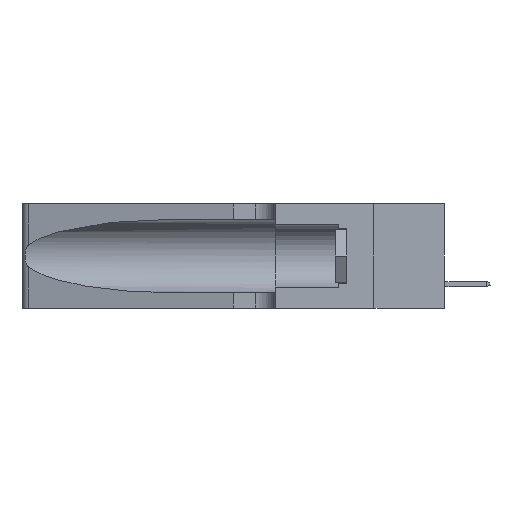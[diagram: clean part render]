
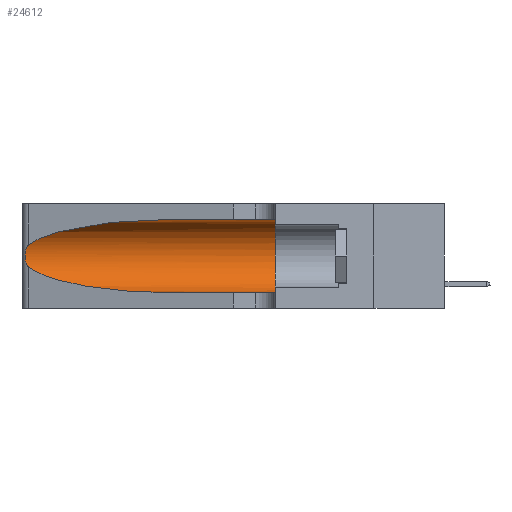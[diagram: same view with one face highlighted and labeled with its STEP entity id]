
A CAD part, left-side view. The second image highlights one B-rep face of the part: STEP entity #24612.
In plain terms, the highlighted cylindrical face has radius 3.308 mm (diameter 6.617 mm), a partial arc.
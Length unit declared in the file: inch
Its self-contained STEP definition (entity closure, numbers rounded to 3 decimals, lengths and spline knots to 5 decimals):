
#910 = EDGE_CURVE ( 'NONE', #17595, #1503, #17886, .T. ) ;
#965 = CARTESIAN_POINT ( 'NONE',  ( 0.26018, 1.23835, 0.19895 ) ) ;
#1503 = VERTEX_POINT ( 'NONE', #22828 ) ;
#1749 = EDGE_CURVE ( 'NONE', #11431, #19601, #9686, .T. ) ;
#2158 = EDGE_CURVE ( 'NONE', #17702, #19601, #16854, .T. ) ;
#2357 = EDGE_LOOP ( 'NONE', ( #2433, #19221, #3159, #10344, #12529, #13057 ) ) ;
#2433 = ORIENTED_EDGE ( 'NONE', *, *, #24468, .T. ) ;
#3124 = CARTESIAN_POINT ( 'NONE',  ( 0.26017, 1.23833, 0.17102 ) ) ;
#3159 = ORIENTED_EDGE ( 'NONE', *, *, #10370, .T. ) ;
#3467 = CARTESIAN_POINT ( 'NONE',  ( 0.2373, 1.15595, 0.28018 ) ) ;
#3965 = DIRECTION ( 'NONE',  ( 0., 0., 1. ) ) ;
#4098 = FACE_OUTER_BOUND ( 'NONE', #2357, .T. ) ;
#4275 = EDGE_CURVE ( 'NONE', #13347, #11431, #14436, .T. ) ;
#4571 = AXIS2_PLACEMENT_3D ( 'NONE', #10147, #22499, #20483 ) ;
#5216 = CARTESIAN_POINT ( 'NONE',  ( 0.25555, 1.22993, 0.14849 ) ) ;
#6692 = CARTESIAN_POINT ( 'NONE',  ( 0.1305, 0.35, 0.31525 ) ) ;
#6930 = VECTOR ( 'NONE', #18138, 39.37008 ) ;
#8452 = CARTESIAN_POINT ( 'NONE',  ( 0.1305, 1.61858, 0.31525 ) ) ;
#9686 = CIRCLE ( 'NONE', #21989, 0.13025 ) ;
#9698 =( BOUNDED_CURVE ( )  B_SPLINE_CURVE ( 3, ( #19847, #26492, #3467, #13847 ),
 .UNSPECIFIED., .F., .T. ) 
 B_SPLINE_CURVE_WITH_KNOTS ( ( 4, 4 ),
 ( 1.5708, 2.84003 ),
 .UNSPECIFIED. ) 
 CURVE ( )  GEOMETRIC_REPRESENTATION_ITEM ( )  RATIONAL_B_SPLINE_CURVE ( ( 1., 0.87, 0.87, 1. ) ) 
 REPRESENTATION_ITEM ( '' )  );
#9737 = CARTESIAN_POINT ( 'NONE',  ( 0.1305, 0.35, 0.05475 ) ) ;
#10147 = CARTESIAN_POINT ( 'NONE',  ( 0.1305, 1.61858, 0.185 ) ) ;
#10344 = ORIENTED_EDGE ( 'NONE', *, *, #2158, .T. ) ;
#10370 = EDGE_CURVE ( 'NONE', #1503, #17702, #14972, .T. ) ;
#10836 = CARTESIAN_POINT ( 'NONE',  ( 0.25487, 1.22718, 0.14631 ) ) ;
#11236 = CARTESIAN_POINT ( 'NONE',  ( 0.25487, 1.22718, 0.22369 ) ) ;
#11431 = VERTEX_POINT ( 'NONE', #6692 ) ;
#11604 = CARTESIAN_POINT ( 'NONE',  ( 0.26075, 1.23896, 0.178 ) ) ;
#12279 = CYLINDRICAL_SURFACE ( 'NONE', #4571, 0.13025 ) ;
#12529 = ORIENTED_EDGE ( 'NONE', *, *, #1749, .F. ) ;
#13057 = ORIENTED_EDGE ( 'NONE', *, *, #4275, .F. ) ;
#13347 = VERTEX_POINT ( 'NONE', #21286 ) ;
#13687 = CARTESIAN_POINT ( 'NONE',  ( 0.25639, 1.23186, 0.15144 ) ) ;
#13847 = CARTESIAN_POINT ( 'NONE',  ( 0.25487, 1.22718, 0.22369 ) ) ;
#14436 = LINE ( 'NONE', #8452, #6930 ) ;
#14972 =( BOUNDED_CURVE ( )  B_SPLINE_CURVE ( 3, ( #10836, #17343, #21448, #15208 ),
 .UNSPECIFIED., .F., .F. ) 
 B_SPLINE_CURVE_WITH_KNOTS ( ( 4, 4 ),
 ( 3.44316, 4.71239 ),
 .UNSPECIFIED. ) 
 CURVE ( )  GEOMETRIC_REPRESENTATION_ITEM ( )  RATIONAL_B_SPLINE_CURVE ( ( 1., 0.87, 0.87, 1. ) ) 
 REPRESENTATION_ITEM ( '' )  );
#15208 = CARTESIAN_POINT ( 'NONE',  ( 0.1305, 0.72297, 0.05475 ) ) ;
#15526 = VECTOR ( 'NONE', #16577, 39.37008 ) ;
#15719 = CARTESIAN_POINT ( 'NONE',  ( 0.25555, 1.22994, 0.2215 ) ) ;
#16577 = DIRECTION ( 'NONE',  ( 0., -1., 0. ) ) ;
#16854 = LINE ( 'NONE', #18038, #15526 ) ;
#17343 = CARTESIAN_POINT ( 'NONE',  ( 0.2373, 1.15595, 0.08982 ) ) ;
#17595 = VERTEX_POINT ( 'NONE', #23348 ) ;
#17702 = VERTEX_POINT ( 'NONE', #19530 ) ;
#17746 = CARTESIAN_POINT ( 'NONE',  ( 0.25856, 1.23593, 0.16098 ) ) ;
#17886 = B_SPLINE_CURVE_WITH_KNOTS ( 'NONE', 3,
 ( #11236, #15719, #25973, #24142, #23758, #965, #25876, #11604, #3124, #17746, #23954, #13687, #5216, #19865 ),
 .UNSPECIFIED., .F., .F.,
 ( 4, 2, 2, 2, 2, 2, 4 ),
 ( 0., 0.00027, 0.00053, 0.00107, 0.0016, 0.00187, 0.00214 ),
 .UNSPECIFIED. ) ;
#18038 = CARTESIAN_POINT ( 'NONE',  ( 0.1305, 1.61858, 0.05475 ) ) ;
#18138 = DIRECTION ( 'NONE',  ( 0., -1., 0. ) ) ;
#18251 = CARTESIAN_POINT ( 'NONE',  ( 0.1305, 0.35, 0.185 ) ) ;
#19221 = ORIENTED_EDGE ( 'NONE', *, *, #910, .T. ) ;
#19530 = CARTESIAN_POINT ( 'NONE',  ( 0.1305, 0.72297, 0.05475 ) ) ;
#19601 = VERTEX_POINT ( 'NONE', #9737 ) ;
#19847 = CARTESIAN_POINT ( 'NONE',  ( 0.1305, 0.72297, 0.31525 ) ) ;
#19865 = CARTESIAN_POINT ( 'NONE',  ( 0.25487, 1.22718, 0.14631 ) ) ;
#20483 = DIRECTION ( 'NONE',  ( 0., 0., -1. ) ) ;
#21286 = CARTESIAN_POINT ( 'NONE',  ( 0.1305, 0.72297, 0.31525 ) ) ;
#21448 = CARTESIAN_POINT ( 'NONE',  ( 0.18966, 0.96281, 0.05475 ) ) ;
#21989 = AXIS2_PLACEMENT_3D ( 'NONE', #18251, #26196, #3965 ) ;
#22499 = DIRECTION ( 'NONE',  ( 0., -1., 0. ) ) ;
#22828 = CARTESIAN_POINT ( 'NONE',  ( 0.25487, 1.22718, 0.14631 ) ) ;
#23348 = CARTESIAN_POINT ( 'NONE',  ( 0.25487, 1.22718, 0.22369 ) ) ;
#23758 = CARTESIAN_POINT ( 'NONE',  ( 0.25854, 1.2359, 0.20912 ) ) ;
#23954 = CARTESIAN_POINT ( 'NONE',  ( 0.25789, 1.23486, 0.15765 ) ) ;
#24142 = CARTESIAN_POINT ( 'NONE',  ( 0.25787, 1.23484, 0.2124 ) ) ;
#24468 = EDGE_CURVE ( 'NONE', #13347, #17595, #9698, .T. ) ;
#24612 = ADVANCED_FACE ( 'NONE', ( #4098 ), #12279, .F. ) ;
#25876 = CARTESIAN_POINT ( 'NONE',  ( 0.26075, 1.23896, 0.19203 ) ) ;
#25973 = CARTESIAN_POINT ( 'NONE',  ( 0.25639, 1.23184, 0.21858 ) ) ;
#26196 = DIRECTION ( 'NONE',  ( 0., 1., 0. ) ) ;
#26492 = CARTESIAN_POINT ( 'NONE',  ( 0.18966, 0.96281, 0.31525 ) ) ;
